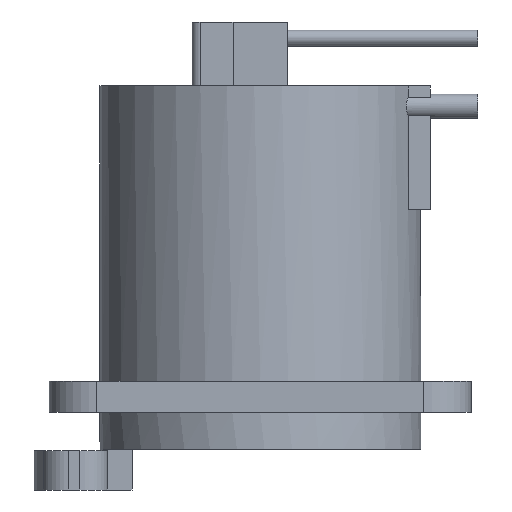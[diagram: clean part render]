
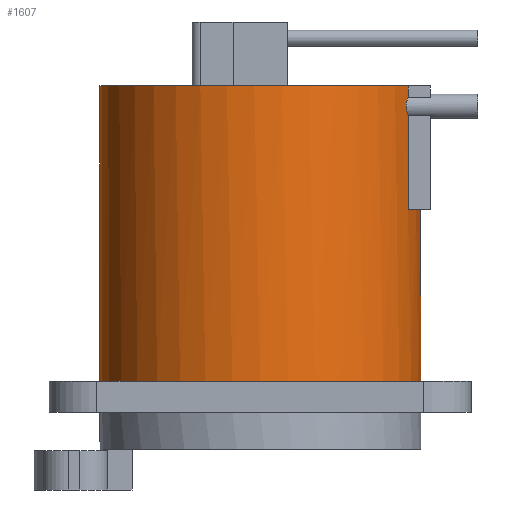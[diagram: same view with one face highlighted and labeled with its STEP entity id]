
A CAD part, left-side view. The second image highlights one B-rep face of the part: STEP entity #1607.
In plain terms, the highlighted cylindrical face has radius 11.8 mm (diameter 23.6 mm), a full revolution.
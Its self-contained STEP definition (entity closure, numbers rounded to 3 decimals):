
#37=B_SPLINE_CURVE_WITH_KNOTS('',3,(#2457,#2458,#2459,#2460,#2461,#2462,
#2463,#2464,#2465,#2466,#2467,#2468,#2469,#2470,#2471),.UNSPECIFIED.,.F.,
 .F.,(4,2,2,3,2,2,4),(-0.074,-0.068,-0.034,
0.,0.034,0.068,0.074),
 .UNSPECIFIED.);
#38=B_SPLINE_CURVE_WITH_KNOTS('',3,(#2479,#2480,#2481,#2482,#2483,#2484,
#2485,#2486),.UNSPECIFIED.,.F.,.F.,(4,2,2,4),(-0.354,-0.348,
-0.314,-0.28),.UNSPECIFIED.);
#39=B_SPLINE_CURVE_WITH_KNOTS('',3,(#2488,#2489,#2490,#2491,#2492,#2493,
#2494,#2495),.UNSPECIFIED.,.F.,.F.,(4,2,2,4),(-0.28,-0.246,
-0.212,-0.206),.UNSPECIFIED.);
#49=CYLINDRICAL_SURFACE('',#1734,11.8);
#101=FACE_OUTER_BOUND('',#196,.T.);
#196=EDGE_LOOP('',(#1148,#1149,#1150,#1151,#1152,#1153,#1154,#1155,#1156,
#1157,#1158,#1159,#1160));
#296=CIRCLE('',#1723,11.8);
#303=CIRCLE('',#1735,11.8);
#304=CIRCLE('',#1736,11.8);
#305=CIRCLE('',#1737,11.8);
#379=LINE('',#2451,#532);
#380=LINE('',#2455,#533);
#381=LINE('',#2473,#534);
#382=LINE('',#2477,#535);
#383=LINE('',#2497,#536);
#532=VECTOR('',#1965,11.8);
#533=VECTOR('',#1968,0.829);
#534=VECTOR('',#1969,6.929);
#535=VECTOR('',#1972,6.929);
#536=VECTOR('',#1973,0.829);
#690=VERTEX_POINT('',#2427);
#697=VERTEX_POINT('',#2450);
#698=VERTEX_POINT('',#2452);
#699=VERTEX_POINT('',#2454);
#700=VERTEX_POINT('',#2456);
#701=VERTEX_POINT('',#2472);
#702=VERTEX_POINT('',#2474);
#703=VERTEX_POINT('',#2476);
#704=VERTEX_POINT('',#2478);
#705=VERTEX_POINT('',#2487);
#706=VERTEX_POINT('',#2496);
#858=EDGE_CURVE('',#690,#690,#296,.T.);
#869=EDGE_CURVE('',#690,#697,#379,.T.);
#870=EDGE_CURVE('',#697,#698,#303,.T.);
#871=EDGE_CURVE('',#698,#699,#380,.T.);
#872=EDGE_CURVE('',#700,#699,#37,.F.);
#873=EDGE_CURVE('',#700,#701,#381,.T.);
#874=EDGE_CURVE('',#701,#702,#304,.T.);
#875=EDGE_CURVE('',#703,#702,#382,.T.);
#876=EDGE_CURVE('',#704,#703,#38,.F.);
#877=EDGE_CURVE('',#705,#704,#39,.F.);
#878=EDGE_CURVE('',#706,#705,#383,.T.);
#879=EDGE_CURVE('',#706,#697,#305,.T.);
#1148=ORIENTED_EDGE('',*,*,#858,.F.);
#1149=ORIENTED_EDGE('',*,*,#869,.T.);
#1150=ORIENTED_EDGE('',*,*,#870,.T.);
#1151=ORIENTED_EDGE('',*,*,#871,.T.);
#1152=ORIENTED_EDGE('',*,*,#872,.F.);
#1153=ORIENTED_EDGE('',*,*,#873,.T.);
#1154=ORIENTED_EDGE('',*,*,#874,.T.);
#1155=ORIENTED_EDGE('',*,*,#875,.F.);
#1156=ORIENTED_EDGE('',*,*,#876,.F.);
#1157=ORIENTED_EDGE('',*,*,#877,.F.);
#1158=ORIENTED_EDGE('',*,*,#878,.F.);
#1159=ORIENTED_EDGE('',*,*,#879,.T.);
#1160=ORIENTED_EDGE('',*,*,#869,.F.);
#1607=ADVANCED_FACE('',(#101),#49,.T.);
#1723=AXIS2_PLACEMENT_3D('',#2428,#1937,#1938);
#1734=AXIS2_PLACEMENT_3D('',#2449,#1963,#1964);
#1735=AXIS2_PLACEMENT_3D('',#2453,#1966,#1967);
#1736=AXIS2_PLACEMENT_3D('',#2475,#1970,#1971);
#1737=AXIS2_PLACEMENT_3D('',#2498,#1974,#1975);
#1937=DIRECTION('center_axis',(0.,0.,-1.));
#1938=DIRECTION('ref_axis',(-1.,0.,0.));
#1963=DIRECTION('center_axis',(0.,0.,-1.));
#1964=DIRECTION('ref_axis',(-1.,0.,0.));
#1965=DIRECTION('',(0.,0.,1.));
#1966=DIRECTION('center_axis',(0.,0.,-1.));
#1967=DIRECTION('ref_axis',(1.,0.,0.));
#1968=DIRECTION('',(0.,0.,-1.));
#1969=DIRECTION('',(0.,0.,-1.));
#1970=DIRECTION('center_axis',(0.,0.,-1.));
#1971=DIRECTION('ref_axis',(0.39,-0.921,0.));
#1972=DIRECTION('',(0.,0.,-1.));
#1973=DIRECTION('',(0.,0.,-1.));
#1974=DIRECTION('center_axis',(0.,0.,-1.));
#1975=DIRECTION('ref_axis',(1.,0.,0.));
#2427=CARTESIAN_POINT('',(11.8,0.,2.3));
#2428=CARTESIAN_POINT('Origin',(0.,0.,2.3));
#2449=CARTESIAN_POINT('Origin',(0.,0.,24.));
#2450=CARTESIAN_POINT('',(11.8,0.,24.));
#2451=CARTESIAN_POINT('',(11.8,0.,24.));
#2452=CARTESIAN_POINT('',(4.6,-10.866,24.));
#2453=CARTESIAN_POINT('Origin',(0.,0.,24.));
#2454=CARTESIAN_POINT('',(4.6,-10.866,23.171));
#2455=CARTESIAN_POINT('',(4.6,-10.866,24.));
#2456=CARTESIAN_POINT('',(4.6,-10.866,21.829));
#2457=CARTESIAN_POINT('Ctrl Pts',(4.6,-10.866,23.171));
#2458=CARTESIAN_POINT('Ctrl Pts',(4.616,-10.86,23.157));
#2459=CARTESIAN_POINT('Ctrl Pts',(4.631,-10.853,23.142));
#2460=CARTESIAN_POINT('Ctrl Pts',(4.721,-10.815,23.049));
#2461=CARTESIAN_POINT('Ctrl Pts',(4.788,-10.785,22.951));
#2462=CARTESIAN_POINT('Ctrl Pts',(4.877,-10.745,22.732));
#2463=CARTESIAN_POINT('Ctrl Pts',(4.9,-10.735,22.613));
#2464=CARTESIAN_POINT('Ctrl Pts',(4.9,-10.735,22.5));
#2465=CARTESIAN_POINT('Ctrl Pts',(4.9,-10.735,22.387));
#2466=CARTESIAN_POINT('Ctrl Pts',(4.877,-10.745,22.268));
#2467=CARTESIAN_POINT('Ctrl Pts',(4.788,-10.785,22.049));
#2468=CARTESIAN_POINT('Ctrl Pts',(4.721,-10.815,21.951));
#2469=CARTESIAN_POINT('Ctrl Pts',(4.631,-10.853,21.858));
#2470=CARTESIAN_POINT('Ctrl Pts',(4.616,-10.86,21.843));
#2471=CARTESIAN_POINT('Ctrl Pts',(4.6,-10.866,21.829));
#2472=CARTESIAN_POINT('',(4.6,-10.866,14.9));
#2473=CARTESIAN_POINT('',(4.6,-10.866,21.829));
#2474=CARTESIAN_POINT('',(-4.6,-10.866,14.9));
#2475=CARTESIAN_POINT('Origin',(0.,0.,14.9));
#2476=CARTESIAN_POINT('',(-4.6,-10.866,21.829));
#2477=CARTESIAN_POINT('',(-4.6,-10.866,21.829));
#2478=CARTESIAN_POINT('',(-4.9,-10.735,22.5));
#2479=CARTESIAN_POINT('Ctrl Pts',(-4.6,-10.866,21.829));
#2480=CARTESIAN_POINT('Ctrl Pts',(-4.616,-10.86,21.843));
#2481=CARTESIAN_POINT('Ctrl Pts',(-4.631,-10.853,21.858));
#2482=CARTESIAN_POINT('Ctrl Pts',(-4.721,-10.815,21.951));
#2483=CARTESIAN_POINT('Ctrl Pts',(-4.788,-10.785,22.049));
#2484=CARTESIAN_POINT('Ctrl Pts',(-4.877,-10.745,22.268));
#2485=CARTESIAN_POINT('Ctrl Pts',(-4.9,-10.735,22.387));
#2486=CARTESIAN_POINT('Ctrl Pts',(-4.9,-10.735,22.5));
#2487=CARTESIAN_POINT('',(-4.6,-10.866,23.171));
#2488=CARTESIAN_POINT('Ctrl Pts',(-4.9,-10.735,22.5));
#2489=CARTESIAN_POINT('Ctrl Pts',(-4.9,-10.735,22.613));
#2490=CARTESIAN_POINT('Ctrl Pts',(-4.877,-10.745,22.732));
#2491=CARTESIAN_POINT('Ctrl Pts',(-4.788,-10.785,22.951));
#2492=CARTESIAN_POINT('Ctrl Pts',(-4.721,-10.815,23.049));
#2493=CARTESIAN_POINT('Ctrl Pts',(-4.631,-10.853,23.142));
#2494=CARTESIAN_POINT('Ctrl Pts',(-4.616,-10.86,23.157));
#2495=CARTESIAN_POINT('Ctrl Pts',(-4.6,-10.866,23.171));
#2496=CARTESIAN_POINT('',(-4.6,-10.866,24.));
#2497=CARTESIAN_POINT('',(-4.6,-10.866,24.));
#2498=CARTESIAN_POINT('Origin',(0.,0.,24.));
